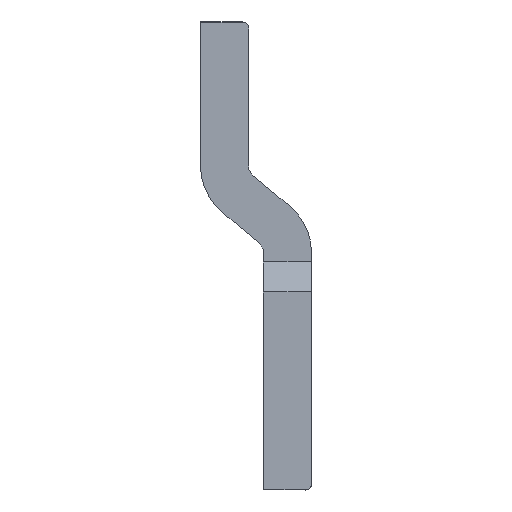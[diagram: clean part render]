
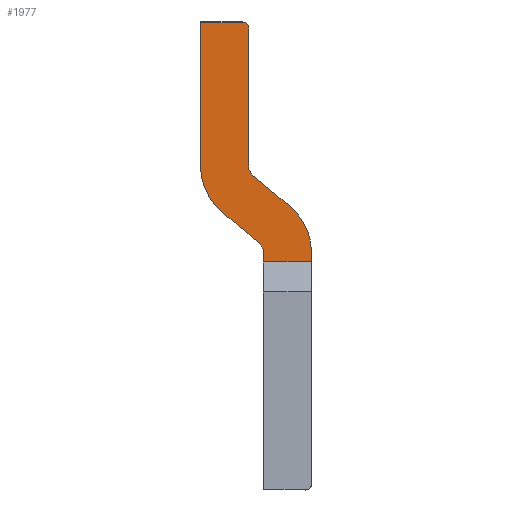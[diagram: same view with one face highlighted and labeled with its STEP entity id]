
A CAD part, front view. The second image highlights one B-rep face of the part: STEP entity #1977.
In plain terms, the highlighted planar face has unit normal (0, -1, 0).
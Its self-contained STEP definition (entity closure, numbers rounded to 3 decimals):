
#1344=DIRECTION('',(-1.,0.,0.));
#1345=VECTOR('',#1344,7.);
#1346=CARTESIAN_POINT('',(25.4,-89.993,
-88.819));
#1347=LINE('',#1346,#1345);
#1352=DIRECTION('',(0.,0.,-1.));
#1353=VECTOR('',#1352,24.);
#1354=CARTESIAN_POINT('',(18.4,-89.993,
-88.819));
#1355=LINE('',#1354,#1353);
#1443=DIRECTION('',(0.,0.,-1.));
#1444=VECTOR('',#1443,1.594);
#1445=CARTESIAN_POINT('',(36.9,-89.993,
-127.226));
#1446=LINE('',#1445,#1444);
#1447=DIRECTION('',(0.,0.,1.));
#1448=VECTOR('',#1447,1.594);
#1449=CARTESIAN_POINT('',(28.9,-89.993,
-128.819));
#1450=LINE('',#1449,#1448);
#1451=CARTESIAN_POINT('',(26.9,-89.993,
-127.226));
#1452=DIRECTION('',(0.,-1.,0.));
#1453=DIRECTION('',(1.,0.,0.));
#1454=AXIS2_PLACEMENT_3D('',#1451,#1452,#1453);
#1456=DIRECTION('',(-0.766,0.,0.643));
#1457=VECTOR('',#1456,8.111);
#1458=CARTESIAN_POINT('',(28.186,-89.993,
-125.693));
#1459=LINE('',#1458,#1457);
#1460=CARTESIAN_POINT('',(28.4,-89.993,
-112.819));
#1461=DIRECTION('',(0.,1.,0.));
#1462=DIRECTION('',(-0.643,0.,-0.766));
#1463=AXIS2_PLACEMENT_3D('',#1460,#1461,#1462);
#1465=CARTESIAN_POINT('',(25.4,-89.993,
-89.819));
#1466=DIRECTION('',(0.,1.,0.));
#1467=DIRECTION('',(0.,0.,1.));
#1468=AXIS2_PLACEMENT_3D('',#1465,#1466,#1467);
#1470=CARTESIAN_POINT('',(28.4,-89.993,
-112.819));
#1471=DIRECTION('',(0.,-1.,0.));
#1472=DIRECTION('',(-1.,0.,0.));
#1473=AXIS2_PLACEMENT_3D('',#1470,#1471,#1472);
#1475=DIRECTION('',(0.766,0.,-0.643));
#1476=VECTOR('',#1475,8.111);
#1477=CARTESIAN_POINT('',(27.114,-89.993,
-114.351));
#1478=LINE('',#1477,#1476);
#1479=CARTESIAN_POINT('',(26.9,-89.993,
-127.226));
#1480=DIRECTION('',(0.,1.,0.));
#1481=DIRECTION('',(0.643,0.,0.766));
#1482=AXIS2_PLACEMENT_3D('',#1479,#1480,#1481);
#1484=DIRECTION('',(1.,0.,0.));
#1485=VECTOR('',#1484,8.);
#1486=CARTESIAN_POINT('',(28.9,-89.993,
-128.819));
#1487=LINE('',#1486,#1485);
#1597=DIRECTION('',(0.,0.,1.));
#1598=VECTOR('',#1597,23.);
#1599=CARTESIAN_POINT('',(26.4,-89.993,
-112.819));
#1600=LINE('',#1599,#1598);
#1688=CARTESIAN_POINT('',(28.9,-89.993,
-128.819));
#1689=CARTESIAN_POINT('',(28.9,-89.993,
-127.226));
#1690=VERTEX_POINT('',#1688);
#1691=VERTEX_POINT('',#1689);
#1734=CARTESIAN_POINT('',(36.9,-89.993,
-128.819));
#1735=VERTEX_POINT('',#1734);
#1740=CARTESIAN_POINT('',(36.9,-89.993,
-127.226));
#1741=VERTEX_POINT('',#1740);
#1742=CARTESIAN_POINT('',(28.186,-89.993,
-125.693));
#1743=VERTEX_POINT('',#1742);
#1744=CARTESIAN_POINT('',(21.972,-89.993,
-120.48));
#1745=VERTEX_POINT('',#1744);
#1746=CARTESIAN_POINT('',(18.4,-89.993,
-112.819));
#1747=VERTEX_POINT('',#1746);
#1748=CARTESIAN_POINT('',(25.4,-89.993,
-88.819));
#1749=CARTESIAN_POINT('',(18.4,-89.993,
-88.819));
#1750=VERTEX_POINT('',#1748);
#1751=VERTEX_POINT('',#1749);
#1752=CARTESIAN_POINT('',(26.4,-89.993,
-89.819));
#1753=VERTEX_POINT('',#1752);
#1754=CARTESIAN_POINT('',(26.4,-89.993,
-112.819));
#1755=VERTEX_POINT('',#1754);
#1756=CARTESIAN_POINT('',(27.114,-89.993,
-114.351));
#1757=VERTEX_POINT('',#1756);
#1758=CARTESIAN_POINT('',(33.328,-89.993,-119.565));
#1759=VERTEX_POINT('',#1758);
#1947=CARTESIAN_POINT('',(27.65,-89.993,
-108.819));
#1948=DIRECTION('',(0.,1.,0.));
#1949=DIRECTION('',(0.,0.,-1.));
#1950=AXIS2_PLACEMENT_3D('',#1947,#1948,#1949);
#1951=PLANE('',#1950);
#1952=ORIENTED_EDGE('',*,*,#1917,.T.);
#1954=ORIENTED_EDGE('',*,*,#1953,.F.);
#1956=ORIENTED_EDGE('',*,*,#1955,.T.);
#1958=ORIENTED_EDGE('',*,*,#1957,.T.);
#1960=ORIENTED_EDGE('',*,*,#1959,.T.);
#1962=ORIENTED_EDGE('',*,*,#1961,.T.);
#1963=ORIENTED_EDGE('',*,*,#1821,.F.);
#1964=ORIENTED_EDGE('',*,*,#1801,.F.);
#1966=ORIENTED_EDGE('',*,*,#1965,.T.);
#1968=ORIENTED_EDGE('',*,*,#1967,.F.);
#1970=ORIENTED_EDGE('',*,*,#1969,.T.);
#1972=ORIENTED_EDGE('',*,*,#1971,.T.);
#1974=ORIENTED_EDGE('',*,*,#1973,.T.);
#1975=EDGE_LOOP('',(#1952,#1954,#1956,#1958,#1960,#1962,#1963,#1964,#1966,#1968,
#1970,#1972,#1974));
#1976=FACE_OUTER_BOUND('',#1975,.F.);
#1455=CIRCLE('',#1454,2.);
#1464=CIRCLE('',#1463,10.);
#1469=CIRCLE('',#1468,1.);
#1474=CIRCLE('',#1473,2.);
#1483=CIRCLE('',#1482,10.);
#1801=EDGE_CURVE('',#1750,#1751,#1347,.T.);
#1821=EDGE_CURVE('',#1751,#1747,#1355,.T.);
#1917=EDGE_CURVE('',#1741,#1735,#1446,.T.);
#1953=EDGE_CURVE('',#1690,#1735,#1487,.T.);
#1955=EDGE_CURVE('',#1690,#1691,#1450,.T.);
#1957=EDGE_CURVE('',#1691,#1743,#1455,.T.);
#1959=EDGE_CURVE('',#1743,#1745,#1459,.T.);
#1961=EDGE_CURVE('',#1745,#1747,#1464,.T.);
#1965=EDGE_CURVE('',#1750,#1753,#1469,.T.);
#1967=EDGE_CURVE('',#1755,#1753,#1600,.T.);
#1969=EDGE_CURVE('',#1755,#1757,#1474,.T.);
#1971=EDGE_CURVE('',#1757,#1759,#1478,.T.);
#1973=EDGE_CURVE('',#1759,#1741,#1483,.T.);
#1977=ADVANCED_FACE('',(#1976),#1951,.F.);
